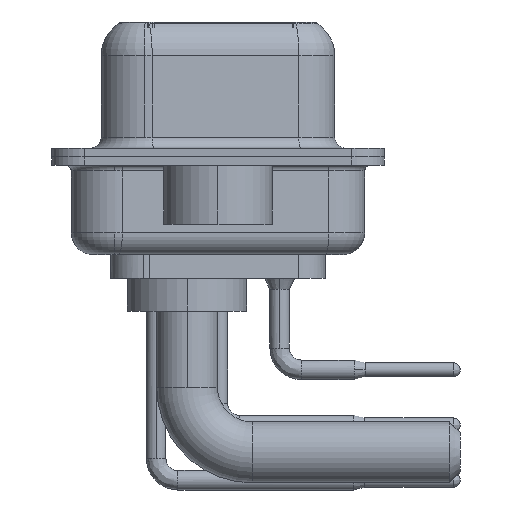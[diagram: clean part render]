
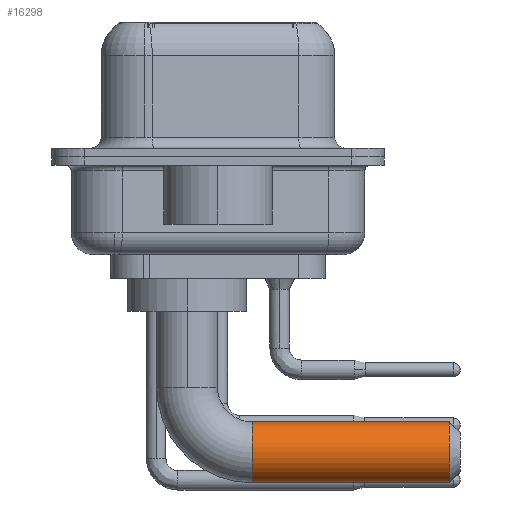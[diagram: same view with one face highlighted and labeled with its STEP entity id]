
A CAD part, left-side view. The second image highlights one B-rep face of the part: STEP entity #16298.
In plain terms, the highlighted cylindrical face has radius 1.4 mm (diameter 2.8 mm), a partial arc.
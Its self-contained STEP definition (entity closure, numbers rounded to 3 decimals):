
#1187 = LINE ( 'NONE', #25673, #4499 ) ;
#1266 = EDGE_LOOP ( 'NONE', ( #9617, #29572, #22149, #22399 ) ) ;
#1650 = DIRECTION ( 'NONE',  ( 0., 1., 0. ) ) ;
#3792 = EDGE_CURVE ( 'NONE', #5611, #13671, #15714, .T. ) ;
#4499 = VECTOR ( 'NONE', #8425, 1000. ) ;
#5537 = DIRECTION ( 'NONE',  ( 0., -1., 0. ) ) ;
#5611 = VERTEX_POINT ( 'NONE', #18510 ) ;
#5623 = LINE ( 'NONE', #30427, #25633 ) ;
#6276 = CARTESIAN_POINT ( 'NONE',  ( 0., -3., -5.1 ) ) ;
#7761 = VERTEX_POINT ( 'NONE', #24117 ) ;
#7913 = DIRECTION ( 'NONE',  ( 0., -1., 0. ) ) ;
#8425 = DIRECTION ( 'NONE',  ( 0., -1., 0. ) ) ;
#9087 = VERTEX_POINT ( 'NONE', #6276 ) ;
#9617 = ORIENTED_EDGE ( 'NONE', *, *, #21441, .F. ) ;
#10331 = DIRECTION ( 'NONE',  ( 0., -1., 0. ) ) ;
#10482 = AXIS2_PLACEMENT_3D ( 'NONE', #24487, #1650, #16613 ) ;
#13414 = CYLINDRICAL_SURFACE ( 'NONE', #24384, 1.4 ) ;
#13671 = VERTEX_POINT ( 'NONE', #32498 ) ;
#13988 = CIRCLE ( 'NONE', #15033, 1.4 ) ;
#15033 = AXIS2_PLACEMENT_3D ( 'NONE', #17858, #10331, #15231 ) ;
#15231 = DIRECTION ( 'NONE',  ( -1., 0., 0. ) ) ;
#15714 = CIRCLE ( 'NONE', #10482, 1.4 ) ;
#16298 = ADVANCED_FACE ( 'NONE', ( #18176 ), #13414, .T. ) ;
#16613 = DIRECTION ( 'NONE',  ( 0., 0., -1. ) ) ;
#17618 = EDGE_CURVE ( 'NONE', #9087, #7761, #13988, .T. ) ;
#17858 = CARTESIAN_POINT ( 'NONE',  ( 0., -3., -6.5 ) ) ;
#18176 = FACE_OUTER_BOUND ( 'NONE', #1266, .T. ) ;
#18510 = CARTESIAN_POINT ( 'NONE',  ( 0., -12.07, -7.9 ) ) ;
#20784 = CARTESIAN_POINT ( 'NONE',  ( 0., -3., -6.5 ) ) ;
#21441 = EDGE_CURVE ( 'NONE', #9087, #13671, #5623, .T. ) ;
#22149 = ORIENTED_EDGE ( 'NONE', *, *, #28717, .T. ) ;
#22399 = ORIENTED_EDGE ( 'NONE', *, *, #3792, .T. ) ;
#24117 = CARTESIAN_POINT ( 'NONE',  ( 0., -3., -7.9 ) ) ;
#24384 = AXIS2_PLACEMENT_3D ( 'NONE', #20784, #5537, #30817 ) ;
#24487 = CARTESIAN_POINT ( 'NONE',  ( 0., -12.07, -6.5 ) ) ;
#25633 = VECTOR ( 'NONE', #7913, 1000. ) ;
#25673 = CARTESIAN_POINT ( 'NONE',  ( 0., -3., -7.9 ) ) ;
#28717 = EDGE_CURVE ( 'NONE', #7761, #5611, #1187, .T. ) ;
#29572 = ORIENTED_EDGE ( 'NONE', *, *, #17618, .T. ) ;
#30427 = CARTESIAN_POINT ( 'NONE',  ( 0., -3., -5.1 ) ) ;
#30817 = DIRECTION ( 'NONE',  ( 0., 0., -1. ) ) ;
#32498 = CARTESIAN_POINT ( 'NONE',  ( 0., -12.07, -5.1 ) ) ;
